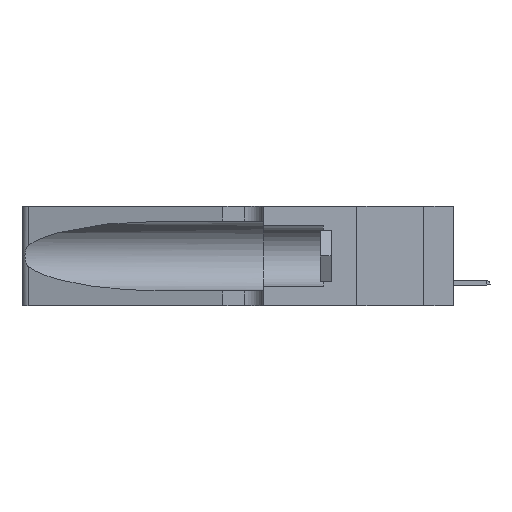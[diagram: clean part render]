
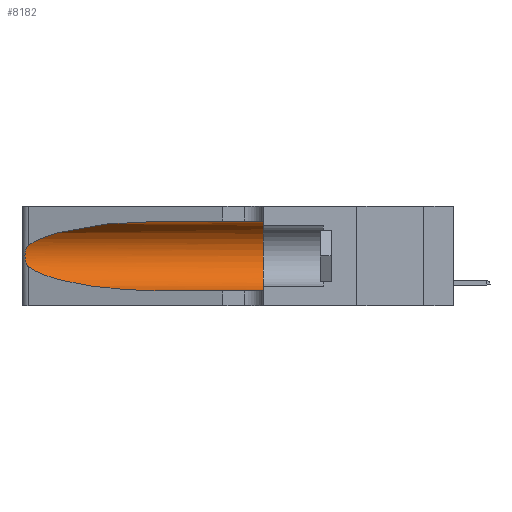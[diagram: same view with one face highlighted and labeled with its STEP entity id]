
A CAD part, left-side view. The second image highlights one B-rep face of the part: STEP entity #8182.
In plain terms, the highlighted cylindrical face has radius 3.308 mm (diameter 6.617 mm), a partial arc.
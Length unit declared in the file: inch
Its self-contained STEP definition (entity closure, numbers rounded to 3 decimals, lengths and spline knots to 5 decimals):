
#51 = DIRECTION ( 'NONE',  ( 0., -1., 0. ) ) ;
#222 = CARTESIAN_POINT ( 'NONE',  ( 0.25487, 1.22718, 0.14631 ) ) ;
#712 = DIRECTION ( 'NONE',  ( 0., 1., 0. ) ) ;
#753 = VERTEX_POINT ( 'NONE', #1399 ) ;
#1261 = DIRECTION ( 'NONE',  ( 0., 0., -1. ) ) ;
#1295 = CARTESIAN_POINT ( 'NONE',  ( 0.1305, 1.61858, 0.05475 ) ) ;
#1361 = DIRECTION ( 'NONE',  ( 0., -1., 0. ) ) ;
#1399 = CARTESIAN_POINT ( 'NONE',  ( 0.1305, 0.72297, 0.31525 ) ) ;
#1728 = CARTESIAN_POINT ( 'NONE',  ( 0.25555, 1.22993, 0.14849 ) ) ;
#2354 = EDGE_LOOP ( 'NONE', ( #7189, #16363, #5508, #5336, #4686, #17677 ) ) ;
#2647 = VERTEX_POINT ( 'NONE', #7566 ) ;
#3173 = EDGE_CURVE ( 'NONE', #753, #15034, #16368, .T. ) ;
#3363 = EDGE_CURVE ( 'NONE', #10064, #2647, #10317, .T. ) ;
#3425 = CARTESIAN_POINT ( 'NONE',  ( 0.25789, 1.23486, 0.15765 ) ) ;
#3434 = AXIS2_PLACEMENT_3D ( 'NONE', #9833, #712, #5024 ) ;
#3971 = CARTESIAN_POINT ( 'NONE',  ( 0.1305, 1.61858, 0.185 ) ) ;
#4015 = EDGE_CURVE ( 'NONE', #15034, #17606, #17691, .T. ) ;
#4686 = ORIENTED_EDGE ( 'NONE', *, *, #18601, .F. ) ;
#4742 = CARTESIAN_POINT ( 'NONE',  ( 0.25487, 1.22718, 0.22369 ) ) ;
#5024 = DIRECTION ( 'NONE',  ( 0., 0., 1. ) ) ;
#5336 = ORIENTED_EDGE ( 'NONE', *, *, #3363, .T. ) ;
#5508 = ORIENTED_EDGE ( 'NONE', *, *, #18843, .T. ) ;
#5816 = CARTESIAN_POINT ( 'NONE',  ( 0.2373, 1.15595, 0.08982 ) ) ;
#6348 = CARTESIAN_POINT ( 'NONE',  ( 0.26075, 1.23896, 0.19203 ) ) ;
#7189 = ORIENTED_EDGE ( 'NONE', *, *, #3173, .T. ) ;
#7363 = CARTESIAN_POINT ( 'NONE',  ( 0.18966, 0.96281, 0.31525 ) ) ;
#7415 = DIRECTION ( 'NONE',  ( 0., -1., 0. ) ) ;
#7549 = CARTESIAN_POINT ( 'NONE',  ( 0.26017, 1.23833, 0.17102 ) ) ;
#7566 = CARTESIAN_POINT ( 'NONE',  ( 0.1305, 0.35, 0.05475 ) ) ;
#7669 = LINE ( 'NONE', #13763, #8964 ) ;
#7840 = CARTESIAN_POINT ( 'NONE',  ( 0.25854, 1.2359, 0.20912 ) ) ;
#8182 = ADVANCED_FACE ( 'NONE', ( #15068 ), #16462, .F. ) ;
#8964 = VECTOR ( 'NONE', #51, 39.37008 ) ;
#9242 = CARTESIAN_POINT ( 'NONE',  ( 0.25555, 1.22994, 0.2215 ) ) ;
#9833 = CARTESIAN_POINT ( 'NONE',  ( 0.1305, 0.35, 0.185 ) ) ;
#10064 = VERTEX_POINT ( 'NONE', #14920 ) ;
#10317 = LINE ( 'NONE', #1295, #16255 ) ;
#10653 = CARTESIAN_POINT ( 'NONE',  ( 0.26075, 1.23896, 0.178 ) ) ;
#10856 = CARTESIAN_POINT ( 'NONE',  ( 0.25856, 1.23593, 0.16098 ) ) ;
#11986 = EDGE_CURVE ( 'NONE', #753, #17079, #7669, .T. ) ;
#12045 = CARTESIAN_POINT ( 'NONE',  ( 0.25487, 1.22718, 0.22369 ) ) ;
#12533 = CARTESIAN_POINT ( 'NONE',  ( 0.25639, 1.23186, 0.15144 ) ) ;
#13746 = CARTESIAN_POINT ( 'NONE',  ( 0.25787, 1.23484, 0.2124 ) ) ;
#13763 = CARTESIAN_POINT ( 'NONE',  ( 0.1305, 1.61858, 0.31525 ) ) ;
#13804 = CARTESIAN_POINT ( 'NONE',  ( 0.18966, 0.96281, 0.05475 ) ) ;
#14920 = CARTESIAN_POINT ( 'NONE',  ( 0.1305, 0.72297, 0.05475 ) ) ;
#15034 = VERTEX_POINT ( 'NONE', #18048 ) ;
#15068 = FACE_OUTER_BOUND ( 'NONE', #2354, .T. ) ;
#15192 = CARTESIAN_POINT ( 'NONE',  ( 0.25487, 1.22718, 0.14631 ) ) ;
#15591 = CARTESIAN_POINT ( 'NONE',  ( 0.1305, 0.72297, 0.31525 ) ) ;
#16248 =( BOUNDED_CURVE ( )  B_SPLINE_CURVE ( 3, ( #15192, #5816, #13804, #18013 ),
 .UNSPECIFIED., .F., .F. ) 
 B_SPLINE_CURVE_WITH_KNOTS ( ( 4, 4 ),
 ( 3.44316, 4.71239 ),
 .UNSPECIFIED. ) 
 CURVE ( )  GEOMETRIC_REPRESENTATION_ITEM ( )  RATIONAL_B_SPLINE_CURVE ( ( 1., 0.87, 0.87, 1. ) ) 
 REPRESENTATION_ITEM ( '' )  );
#16255 = VECTOR ( 'NONE', #7415, 39.37008 ) ;
#16363 = ORIENTED_EDGE ( 'NONE', *, *, #4015, .T. ) ;
#16368 =( BOUNDED_CURVE ( )  B_SPLINE_CURVE ( 3, ( #15591, #7363, #18701, #12045 ),
 .UNSPECIFIED., .F., .F. ) 
 B_SPLINE_CURVE_WITH_KNOTS ( ( 4, 4 ),
 ( 1.5708, 2.84003 ),
 .UNSPECIFIED. ) 
 CURVE ( )  GEOMETRIC_REPRESENTATION_ITEM ( )  RATIONAL_B_SPLINE_CURVE ( ( 1., 0.87, 0.87, 1. ) ) 
 REPRESENTATION_ITEM ( '' )  );
#16462 = CYLINDRICAL_SURFACE ( 'NONE', #18152, 0.13025 ) ;
#16852 = CIRCLE ( 'NONE', #3434, 0.13025 ) ;
#16926 = CARTESIAN_POINT ( 'NONE',  ( 0.1305, 0.35, 0.31525 ) ) ;
#17079 = VERTEX_POINT ( 'NONE', #16926 ) ;
#17606 = VERTEX_POINT ( 'NONE', #19700 ) ;
#17677 = ORIENTED_EDGE ( 'NONE', *, *, #11986, .F. ) ;
#17691 = B_SPLINE_CURVE_WITH_KNOTS ( 'NONE', 3,
 ( #4742, #9242, #18632, #13746, #7840, #18343, #6348, #10653, #7549, #10856, #3425, #12533, #1728, #222 ),
 .UNSPECIFIED., .F., .F.,
 ( 4, 2, 2, 2, 2, 2, 4 ),
 ( 0., 0.00027, 0.00053, 0.00107, 0.0016, 0.00187, 0.00214 ),
 .UNSPECIFIED. ) ;
#18013 = CARTESIAN_POINT ( 'NONE',  ( 0.1305, 0.72297, 0.05475 ) ) ;
#18048 = CARTESIAN_POINT ( 'NONE',  ( 0.25487, 1.22718, 0.22369 ) ) ;
#18152 = AXIS2_PLACEMENT_3D ( 'NONE', #3971, #1361, #1261 ) ;
#18343 = CARTESIAN_POINT ( 'NONE',  ( 0.26018, 1.23835, 0.19895 ) ) ;
#18601 = EDGE_CURVE ( 'NONE', #17079, #2647, #16852, .T. ) ;
#18632 = CARTESIAN_POINT ( 'NONE',  ( 0.25639, 1.23184, 0.21858 ) ) ;
#18701 = CARTESIAN_POINT ( 'NONE',  ( 0.2373, 1.15595, 0.28018 ) ) ;
#18843 = EDGE_CURVE ( 'NONE', #17606, #10064, #16248, .T. ) ;
#19700 = CARTESIAN_POINT ( 'NONE',  ( 0.25487, 1.22718, 0.14631 ) ) ;
